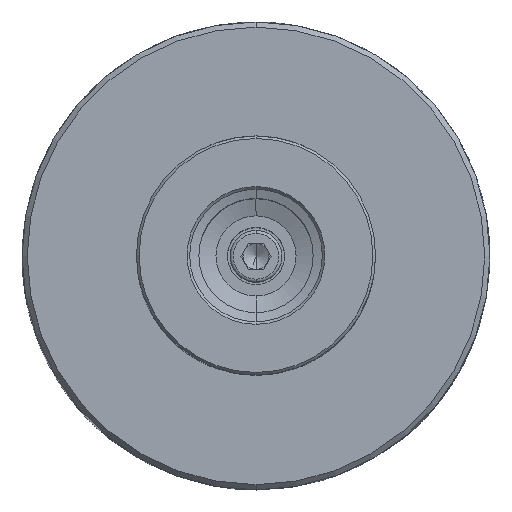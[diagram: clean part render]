
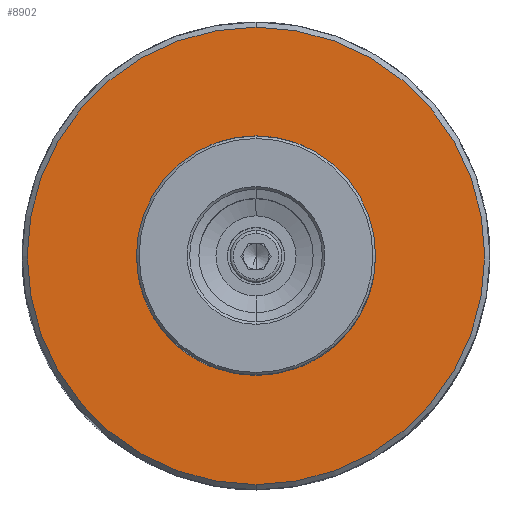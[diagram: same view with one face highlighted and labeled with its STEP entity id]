
A CAD part, top view. The second image highlights one B-rep face of the part: STEP entity #8902.
In plain terms, the highlighted planar face has unit normal (0, 0, 1).
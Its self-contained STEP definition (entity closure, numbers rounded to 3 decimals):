
#5736=EDGE_CURVE('NONE',#7568,#8194,#13932,.T.);
#7568=VERTEX_POINT('NONE',#15950);
#8194=VERTEX_POINT('NONE',#16627);
#8902=ADVANCED_FACE('NONE',(#17402,#17403),#17404,.F.);
#9200=VERTEX_POINT('NONE',#17732);
#9352=VERTEX_POINT('NONE',#17897);
#9892=EDGE_CURVE('NONE',#8194,#7568,#18502,.T.);
#10010=EDGE_CURVE('NONE',#9352,#9200,#18635,.T.);
#11834=EDGE_CURVE('NONE',#9200,#9352,#20663,.F.);
#13932=CIRCLE('',#27124,22.467);
#15950=CARTESIAN_POINT('',(0.,22.467,0.));
#16627=CARTESIAN_POINT('',(0.,-22.467,0.));
#17402=FACE_OUTER_BOUND('',#37907,.T.);
#17403=FACE_BOUND('',#37908,.T.);
#17404=PLANE('',#37909);
#17732=CARTESIAN_POINT('',(0.0,44.0,0.));
#17897=CARTESIAN_POINT('',(0.,-44.0,0.));
#18502=CIRCLE('',#42015,22.467);
#18635=CIRCLE('',#42453,44.0);
#20663=CIRCLE('',#48443,44.0);
#27124=AXIS2_PLACEMENT_3D('',#51124,#51125,#51126);
#37907=EDGE_LOOP('',(#54583,#54584));
#37908=EDGE_LOOP('',(#54585,#54586));
#37909=AXIS2_PLACEMENT_3D('',#54587,#54588,#54589);
#42015=AXIS2_PLACEMENT_3D('',#55708,#55709,#55710);
#42453=AXIS2_PLACEMENT_3D('',#55870,#55871,#55872);
#48443=AXIS2_PLACEMENT_3D('',#58203,#58204,#58205);
#51124=CARTESIAN_POINT('',(0.,0.,0.));
#51125=DIRECTION('',(0.0,0.,-1.0));
#51126=DIRECTION('',(0.0,1.0,0.));
#54583=ORIENTED_EDGE('',*,*,#11834,.F.);
#54584=ORIENTED_EDGE('',*,*,#10010,.F.);
#54585=ORIENTED_EDGE('',*,*,#9892,.T.);
#54586=ORIENTED_EDGE('',*,*,#5736,.T.);
#54587=CARTESIAN_POINT('',(0.0,0.,0.));
#54588=DIRECTION('',(0.0,0.,-1.0));
#54589=DIRECTION('',(1.0,0.0,0.0));
#55708=CARTESIAN_POINT('',(0.,0.,0.));
#55709=DIRECTION('',(0.0,0.,-1.0));
#55710=DIRECTION('',(0.0,1.0,0.));
#55870=CARTESIAN_POINT('',(0.0,0.,0.));
#55871=DIRECTION('',(0.0,0.,-1.0));
#55872=DIRECTION('',(0.0,1.0,0.));
#58203=CARTESIAN_POINT('',(0.0,0.,0.));
#58204=DIRECTION('',(0.0,0.,1.0));
#58205=DIRECTION('',(0.0,1.0,0.));
